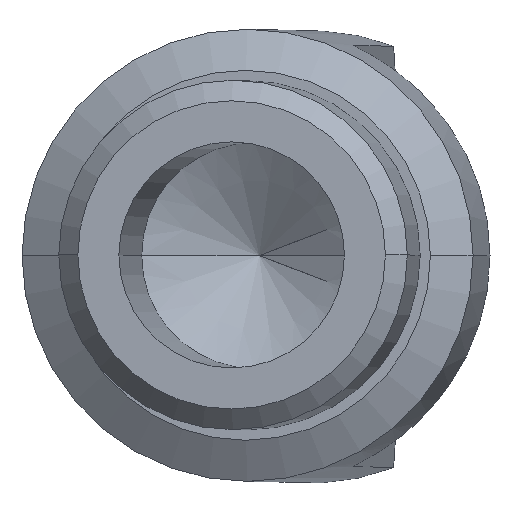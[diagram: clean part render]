
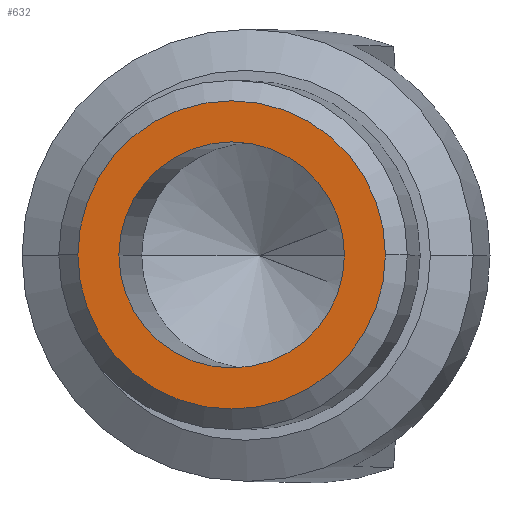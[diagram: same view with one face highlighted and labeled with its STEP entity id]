
A CAD part, top view. The second image highlights one B-rep face of the part: STEP entity #632.
In plain terms, the highlighted planar face has unit normal (-0.069, 0, 0.998).
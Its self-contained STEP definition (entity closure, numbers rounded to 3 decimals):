
#8 = CARTESIAN_POINT ( 'NONE',  ( -100.833, 0., 47.884 ) ) ;
#14 = CARTESIAN_POINT ( 'NONE',  ( -100.833, 0., 47.884 ) ) ;
#53 = ORIENTED_EDGE ( 'NONE', *, *, #736, .F. ) ;
#61 = VERTEX_POINT ( 'NONE', #107 ) ;
#93 = AXIS2_PLACEMENT_3D ( 'NONE', #369, #355, #163 ) ;
#107 = CARTESIAN_POINT ( 'NONE',  ( -106.32, 0., 47.502 ) ) ;
#108 = VERTEX_POINT ( 'NONE', #264 ) ;
#118 = EDGE_LOOP ( 'NONE', ( #738, #435 ) ) ;
#130 = DIRECTION ( 'NONE',  ( -0.069, 0., 0.998 ) ) ;
#135 = DIRECTION ( 'NONE',  ( 0.998, 0., 0.069 ) ) ;
#139 = AXIS2_PLACEMENT_3D ( 'NONE', #8, #600, #468 ) ;
#143 = EDGE_CURVE ( 'NONE', #108, #692, #823, .T. ) ;
#158 = DIRECTION ( 'NONE',  ( -0.069, 0., 0.998 ) ) ;
#163 = DIRECTION ( 'NONE',  ( -0.998, 0., -0.069 ) ) ;
#173 = ORIENTED_EDGE ( 'NONE', *, *, #845, .F. ) ;
#260 = EDGE_LOOP ( 'NONE', ( #53, #173 ) ) ;
#264 = CARTESIAN_POINT ( 'NONE',  ( -108.315, 0., 47.363 ) ) ;
#303 = FACE_OUTER_BOUND ( 'NONE', #118, .T. ) ;
#355 = DIRECTION ( 'NONE',  ( 0.069, 0., -0.998 ) ) ;
#369 = CARTESIAN_POINT ( 'NONE',  ( -108.315, 0., 47.363 ) ) ;
#372 = EDGE_CURVE ( 'NONE', #692, #108, #780, .T. ) ;
#381 = VERTEX_POINT ( 'NONE', #425 ) ;
#422 = CIRCLE ( 'NONE', #139, 5.5 ) ;
#425 = CARTESIAN_POINT ( 'NONE',  ( -95.347, 0., 48.266 ) ) ;
#435 = ORIENTED_EDGE ( 'NONE', *, *, #372, .T. ) ;
#440 = CIRCLE ( 'NONE', #748, 5.5 ) ;
#468 = DIRECTION ( 'NONE',  ( 0.998, 0., 0.069 ) ) ;
#593 = CARTESIAN_POINT ( 'NONE',  ( -100.833, 0., 47.884 ) ) ;
#600 = DIRECTION ( 'NONE',  ( -0.069, 0., 0.998 ) ) ;
#605 = FACE_BOUND ( 'NONE', #260, .T. ) ;
#617 = DIRECTION ( 'NONE',  ( 0.998, 0., 0.069 ) ) ;
#631 = PLANE ( 'NONE',  #93 ) ;
#632 = ADVANCED_FACE ( 'NONE', ( #605, #303 ), #631, .F. ) ;
#692 = VERTEX_POINT ( 'NONE', #721 ) ;
#721 = CARTESIAN_POINT ( 'NONE',  ( -93.351, 0., 48.405 ) ) ;
#724 = DIRECTION ( 'NONE',  ( 0.998, 0., 0.069 ) ) ;
#735 = DIRECTION ( 'NONE',  ( -0.069, 0., 0.998 ) ) ;
#736 = EDGE_CURVE ( 'NONE', #381, #61, #440, .T. ) ;
#738 = ORIENTED_EDGE ( 'NONE', *, *, #143, .T. ) ;
#748 = AXIS2_PLACEMENT_3D ( 'NONE', #593, #735, #135 ) ;
#762 = AXIS2_PLACEMENT_3D ( 'NONE', #14, #158, #617 ) ;
#778 = AXIS2_PLACEMENT_3D ( 'NONE', #782, #130, #724 ) ;
#780 = CIRCLE ( 'NONE', #762, 7.5 ) ;
#782 = CARTESIAN_POINT ( 'NONE',  ( -100.833, 0., 47.884 ) ) ;
#823 = CIRCLE ( 'NONE', #778, 7.5 ) ;
#845 = EDGE_CURVE ( 'NONE', #61, #381, #422, .T. ) ;
